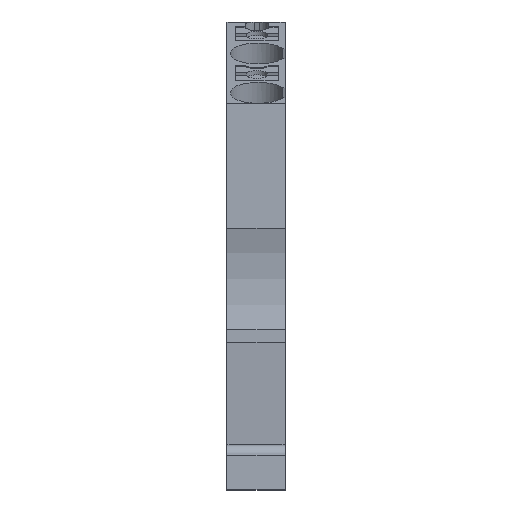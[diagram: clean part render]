
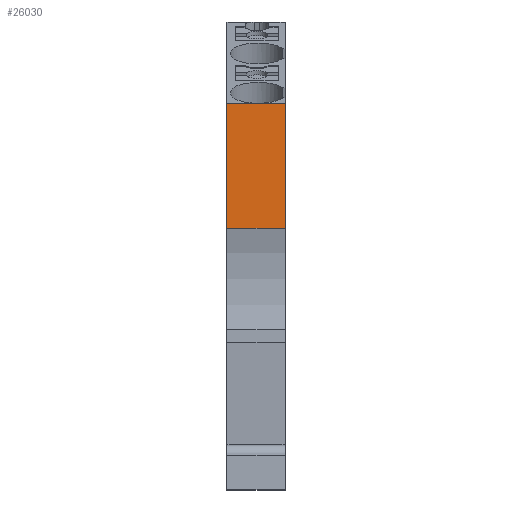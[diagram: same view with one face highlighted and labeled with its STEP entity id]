
A CAD part, front view. The second image highlights one B-rep face of the part: STEP entity #26030.
In plain terms, the highlighted face is planar.
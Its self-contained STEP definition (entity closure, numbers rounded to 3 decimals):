
#11770=CARTESIAN_POINT('',(-42.9,28.263,
0.));
#11780=VERTEX_POINT('',#11770);
#11810=CARTESIAN_POINT('',(-42.9,28.263,
0.));
#11820=DIRECTION('',(0.,0.,-1.));
#11830=VECTOR('',#11820,1.);
#11840=LINE('',#11810,#11830);
#11850=CARTESIAN_POINT('',(-42.9,28.263,
-5.15));
#11860=VERTEX_POINT('',#11850);
#11870=EDGE_CURVE('',#11780,#11860,#11840,.T.);
#25730=CARTESIAN_POINT('',(-42.9,26.172,
0.));
#25740=DIRECTION('',(-1.,0.,0.));
#25750=DIRECTION('',(0.,1.,0.));
#25760=AXIS2_PLACEMENT_3D('',#25730,#25740,#25750);
#25770=PLANE('',#25760);
#25780=ORIENTED_EDGE('',*,*,#11870,.T.);
#25790=CARTESIAN_POINT('',(-42.9,0.,
0.));
#25800=DIRECTION('',(0.,1.,0.));
#25810=VECTOR('',#25800,1.);
#25820=LINE('',#25790,#25810);
#25830=CARTESIAN_POINT('',(-42.9,17.2,
0.));
#25840=VERTEX_POINT('',#25830);
#25850=EDGE_CURVE('',#25840,#11780,#25820,.T.);
#25860=ORIENTED_EDGE('',*,*,#25850,.T.);
#25870=CARTESIAN_POINT('',(-42.9,17.2,
0.));
#25880=DIRECTION('',(0.,0.,1.));
#25890=VECTOR('',#25880,1.);
#25900=LINE('',#25870,#25890);
#25910=CARTESIAN_POINT('',(-42.9,17.2,
-5.15));
#25920=VERTEX_POINT('',#25910);
#25930=EDGE_CURVE('',#25920,#25840,#25900,.T.);
#25940=ORIENTED_EDGE('',*,*,#25930,.T.);
#25950=CARTESIAN_POINT('',(-42.9,0.,
-5.15));
#25960=DIRECTION('',(0.,-1.,0.));
#25970=VECTOR('',#25960,1.);
#25980=LINE('',#25950,#25970);
#25990=EDGE_CURVE('',#11860,#25920,#25980,.T.);
#26000=ORIENTED_EDGE('',*,*,#25990,.T.);
#26010=EDGE_LOOP('',(#26000,#25940,#25860,#25780));
#26020=FACE_OUTER_BOUND('',#26010,.T.);
#26030=ADVANCED_FACE('',(#26020),#25770,.T.);
